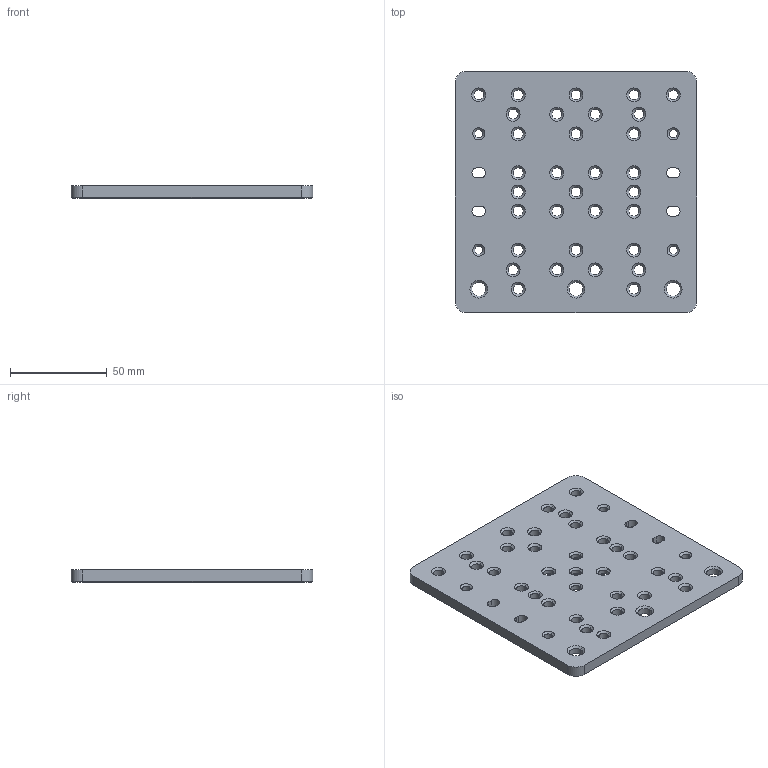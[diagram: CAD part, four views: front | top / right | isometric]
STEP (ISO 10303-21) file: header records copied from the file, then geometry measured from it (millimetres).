
FILE_DESCRIPTION (( 'STEP AP214' ), '1' );
FILE_NAME ('A244 Áîëüøàÿ ïîðòàëüíàÿ ïëàñòèíà 125õ125.STEP', '2019-09-02T09:17:52', ( 'Windows User' ), ( '' ), 'SwSTEP 2.0', 'SolidWorks 2018', '' );
FILE_SCHEMA (( 'AUTOMOTIVE_DESIGN' ));
Length unit declared in the file: millimetre
Products named in the file (1): A244 Áîëüøàÿ ïîðòàëüíàÿ ïëàñòèíà 125õ125
Bounding box: 125.1 x 125.1 x 6.25 mm (x, y, z)
Volume: 87120 mm3; surface area: 36248.1 mm2
Topology: 1 solids, 1 shells, 351 faces, 822 edges, 484 vertices
Faces by surface type: cone 176, cylinder 122, plane 53
Entity records: 10274 total; most frequent: DIRECTION 1946, CARTESIAN_POINT 1658, ORIENTED_EDGE 1644, EDGE_CURVE 822, AXIS2_PLACEMENT_3D 772, VERTEX_POINT 484, EDGE_LOOP 448, CIRCLE 420
